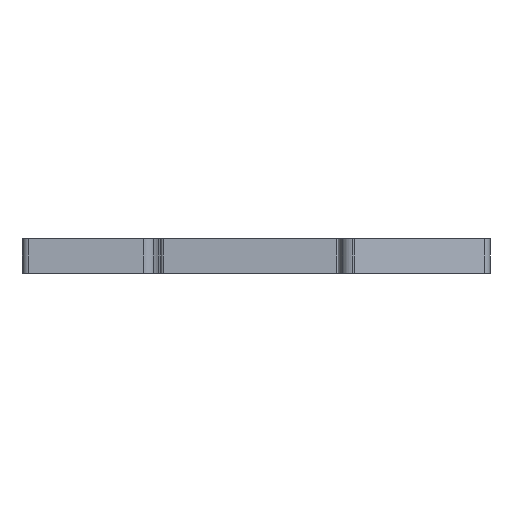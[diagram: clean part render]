
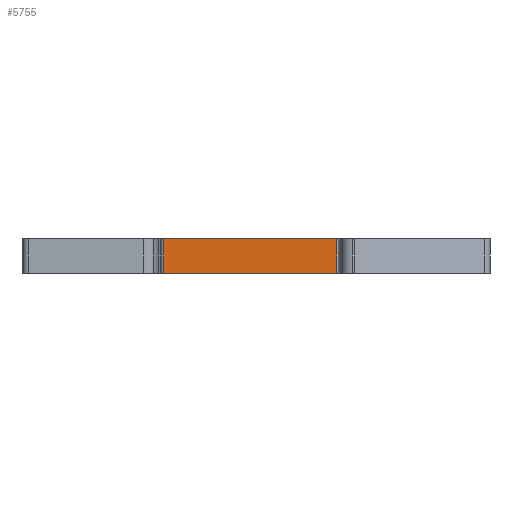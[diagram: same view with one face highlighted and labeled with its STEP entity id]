
A CAD part, front view. The second image highlights one B-rep face of the part: STEP entity #5755.
In plain terms, the highlighted planar face has unit normal (0, -1, 0).
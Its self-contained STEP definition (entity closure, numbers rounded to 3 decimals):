
#299=DIRECTION('',(1.,0.,0.));
#300=VECTOR('',#299,30.895);
#301=CARTESIAN_POINT('',(-12.645,-16.9,-3.1));
#302=LINE('',#301,#300);
#1533=DIRECTION('',(1.,0.,0.));
#1534=VECTOR('',#1533,30.895);
#1535=CARTESIAN_POINT('',(-12.645,-16.9,3.1));
#1536=LINE('',#1535,#1534);
#2196=DIRECTION('',(0.,0.,1.));
#2197=VECTOR('',#2196,6.2);
#2198=CARTESIAN_POINT('',(-12.645,-16.9,-3.1));
#2199=LINE('',#2198,#2197);
#2200=DIRECTION('',(0.,0.,1.));
#2201=VECTOR('',#2200,6.2);
#2202=CARTESIAN_POINT('',(18.25,-16.9,-3.1));
#2203=LINE('',#2202,#2201);
#2874=CARTESIAN_POINT('',(-12.645,-16.9,-3.1));
#2875=VERTEX_POINT('',#2874);
#2876=CARTESIAN_POINT('',(18.25,-16.9,-3.1));
#2877=VERTEX_POINT('',#2876);
#3244=CARTESIAN_POINT('',(-12.645,-16.9,3.1));
#3245=VERTEX_POINT('',#3244);
#3246=CARTESIAN_POINT('',(18.25,-16.9,3.1));
#3247=VERTEX_POINT('',#3246);
#5743=CARTESIAN_POINT('',(-12.645,-16.9,-3.1));
#5744=DIRECTION('',(0.,-1.,0.));
#5745=DIRECTION('',(1.,0.,0.));
#5746=AXIS2_PLACEMENT_3D('',#5743,#5744,#5745);
#5747=PLANE('',#5746);
#5748=ORIENTED_EDGE('',*,*,#3731,.F.);
#5749=ORIENTED_EDGE('',*,*,#5738,.T.);
#5750=ORIENTED_EDGE('',*,*,#4511,.T.);
#5752=ORIENTED_EDGE('',*,*,#5751,.F.);
#5753=EDGE_LOOP('',(#5748,#5749,#5750,#5752));
#5754=FACE_OUTER_BOUND('',#5753,.F.);
#3731=EDGE_CURVE('',#2875,#2877,#302,.T.);
#4511=EDGE_CURVE('',#3245,#3247,#1536,.T.);
#5738=EDGE_CURVE('',#2875,#3245,#2199,.T.);
#5751=EDGE_CURVE('',#2877,#3247,#2203,.T.);
#5755=ADVANCED_FACE('',(#5754),#5747,.T.);
